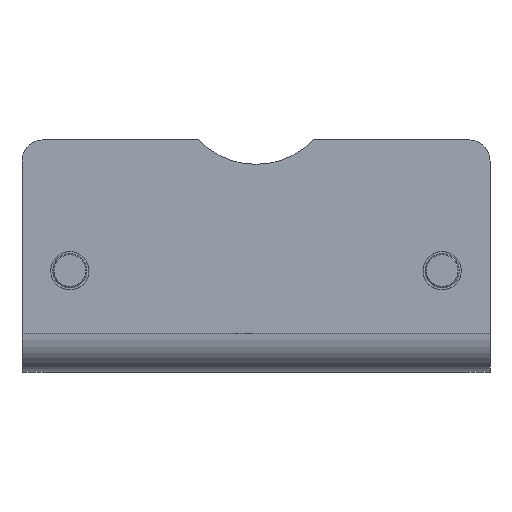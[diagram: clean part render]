
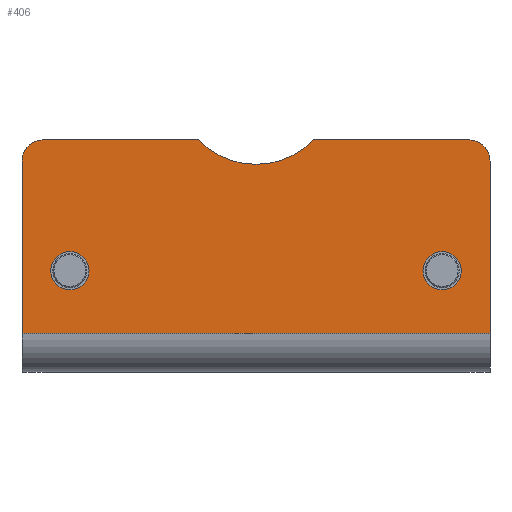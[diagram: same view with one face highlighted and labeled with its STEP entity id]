
A CAD part, top view. The second image highlights one B-rep face of the part: STEP entity #406.
In plain terms, the highlighted planar face has unit normal (0, 0, 1).
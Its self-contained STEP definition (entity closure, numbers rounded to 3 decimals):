
#242=CARTESIAN_POINT('',(-110.0,18.,0.0));
#243=VERTEX_POINT('',#242);
#261=CARTESIAN_POINT('',(110.0,18.0,0.0));
#262=VERTEX_POINT('',#261);
#270=CARTESIAN_POINT('',(110.0,18.0,0.0));
#271=DIRECTION('',(-1.0,0.0,0.0));
#272=VECTOR('',#271,220.0);
#273=LINE('',#270,#272);
#274=EDGE_CURVE('',#262,#243,#273,.T.);
#285=CARTESIAN_POINT('',(-110.0,99.0,0.0));
#286=VERTEX_POINT('',#285);
#287=CARTESIAN_POINT('',(-110.0,18.,0.0));
#288=DIRECTION('',(0.0,1.0,0.0));
#289=VECTOR('',#288,81.);
#290=LINE('',#287,#289);
#291=EDGE_CURVE('',#243,#286,#290,.T.);
#326=CARTESIAN_POINT('',(0.,6.,0.0));
#327=DIRECTION('',(0.0,0.0,1.0));
#328=DIRECTION('',(1.0,0.0,0.0));
#329=AXIS2_PLACEMENT_3D('',#326,#327,#328);
#330=PLANE('',#329);
#331=ORIENTED_EDGE('',*,*,#274,.F.);
#332=CARTESIAN_POINT('',(110.0,99.0,0.0));
#333=VERTEX_POINT('',#332);
#334=CARTESIAN_POINT('',(110.0,18.0,0.0));
#335=DIRECTION('',(0.0,1.0,0.0));
#336=VECTOR('',#335,81.0);
#337=LINE('',#334,#336);
#338=EDGE_CURVE('',#262,#333,#337,.T.);
#339=ORIENTED_EDGE('',*,*,#338,.T.);
#340=CARTESIAN_POINT('',(100.0,109.0,0.0));
#341=VERTEX_POINT('',#340);
#342=CARTESIAN_POINT('',(100.0,99.0,0.0));
#343=DIRECTION('',(0.0,0.0,-1.));
#344=DIRECTION('',(0.707,0.707,0.0));
#345=AXIS2_PLACEMENT_3D('',#342,#343,#344);
#346=CIRCLE('',#345,10.);
#347=EDGE_CURVE('',#341,#333,#346,.T.);
#348=ORIENTED_EDGE('',*,*,#347,.F.);
#349=CARTESIAN_POINT('',(27.023,109.0,0.0));
#350=VERTEX_POINT('',#349);
#351=CARTESIAN_POINT('',(100.0,109.0,0.0));
#352=DIRECTION('',(-1.0,0.0,0.0));
#353=VECTOR('',#352,72.977);
#354=LINE('',#351,#353);
#355=EDGE_CURVE('',#341,#350,#354,.T.);
#356=ORIENTED_EDGE('',*,*,#355,.T.);
#357=CARTESIAN_POINT('',(-27.023,109.0,0.0));
#358=VERTEX_POINT('',#357);
#359=CARTESIAN_POINT('',(0.0,135.0,0.0));
#360=DIRECTION('',(0.0,0.0,-1.0));
#361=DIRECTION('',(-1.0,0.0,0.0));
#362=AXIS2_PLACEMENT_3D('',#359,#360,#361);
#363=CIRCLE('',#362,37.5);
#364=EDGE_CURVE('',#350,#358,#363,.T.);
#365=ORIENTED_EDGE('',*,*,#364,.T.);
#366=CARTESIAN_POINT('',(-100.0,109.0,0.0));
#367=VERTEX_POINT('',#366);
#368=CARTESIAN_POINT('',(-27.023,109.0,0.0));
#369=DIRECTION('',(-1.0,0.0,0.0));
#370=VECTOR('',#369,72.977);
#371=LINE('',#368,#370);
#372=EDGE_CURVE('',#358,#367,#371,.T.);
#373=ORIENTED_EDGE('',*,*,#372,.T.);
#374=CARTESIAN_POINT('',(-100.0,99.0,0.0));
#375=DIRECTION('',(0.0,0.0,-1.));
#376=DIRECTION('',(-0.707,0.707,0.0));
#377=AXIS2_PLACEMENT_3D('',#374,#375,#376);
#378=CIRCLE('',#377,10.);
#379=EDGE_CURVE('',#286,#367,#378,.T.);
#380=ORIENTED_EDGE('',*,*,#379,.F.);
#381=ORIENTED_EDGE('',*,*,#291,.F.);
#382=EDGE_LOOP('',(#331,#339,#348,#356,#365,#373,#380,#381));
#383=FACE_OUTER_BOUND('',#382,.T.);
#384=CARTESIAN_POINT('',(-78.5,47.5,0.0));
#385=VERTEX_POINT('',#384);
#386=CARTESIAN_POINT('',(-87.5,47.5,0.0));
#387=DIRECTION('',(0.0,0.0,-1.0));
#388=DIRECTION('',(-1.0,0.0,0.0));
#389=AXIS2_PLACEMENT_3D('',#386,#387,#388);
#390=CIRCLE('',#389,9.0);
#391=EDGE_CURVE('',#385,#385,#390,.T.);
#392=ORIENTED_EDGE('',*,*,#391,.T.);
#393=EDGE_LOOP('',(#392));
#394=FACE_BOUND('',#393,.T.);
#395=CARTESIAN_POINT('',(96.5,47.5,0.0));
#396=VERTEX_POINT('',#395);
#397=CARTESIAN_POINT('',(87.5,47.5,0.0));
#398=DIRECTION('',(0.0,0.0,-1.0));
#399=DIRECTION('',(-1.0,0.0,0.0));
#400=AXIS2_PLACEMENT_3D('',#397,#398,#399);
#401=CIRCLE('',#400,9.0);
#402=EDGE_CURVE('',#396,#396,#401,.T.);
#403=ORIENTED_EDGE('',*,*,#402,.T.);
#404=EDGE_LOOP('',(#403));
#405=FACE_BOUND('',#404,.T.);
#406=ADVANCED_FACE('',(#383,#394,#405),#330,.T.);
